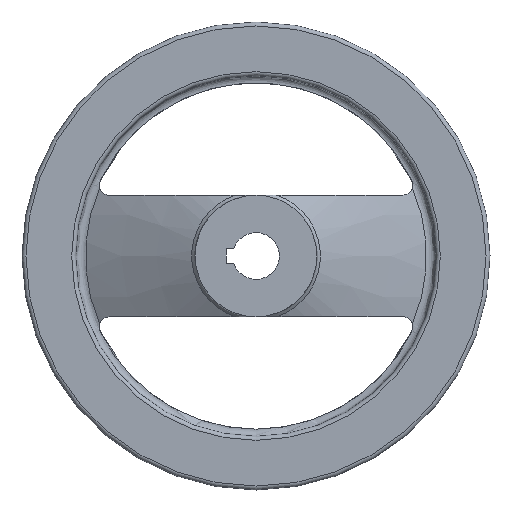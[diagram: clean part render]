
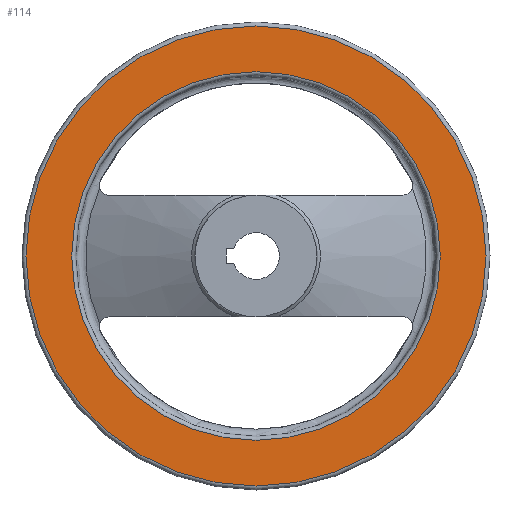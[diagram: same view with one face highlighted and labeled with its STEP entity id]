
A CAD part, left-side view. The second image highlights one B-rep face of the part: STEP entity #114.
In plain terms, the highlighted planar face has unit normal (-1, 0, 0).
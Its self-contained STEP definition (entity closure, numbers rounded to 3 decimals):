
#114 = ADVANCED_FACE( '', ( #237, #238 ), #239, .F. );
#237 = FACE_OUTER_BOUND( '', #354, .T. );
#238 = FACE_BOUND( '', #355, .T. );
#239 = PLANE( '', #356 );
#354 = EDGE_LOOP( '', ( #616 ) );
#355 = EDGE_LOOP( '', ( #617 ) );
#356 = AXIS2_PLACEMENT_3D( '', #618, #619, #620 );
#616 = ORIENTED_EDGE( '', *, *, #665, .F. );
#617 = ORIENTED_EDGE( '', *, *, #735, .T. );
#618 = CARTESIAN_POINT( '', ( 16.15, 39.375, 0. ) );
#619 = DIRECTION( '', ( 1., 0., 0. ) );
#620 = DIRECTION( '', ( 0., 0., -1. ) );
#665 = EDGE_CURVE( '', #791, #791, #792, .T. );
#735 = EDGE_CURVE( '', #890, #890, #891, .T. );
#791 = VERTEX_POINT( '', #1067 );
#792 = CIRCLE( '', #1068, 49.15 );
#890 = VERTEX_POINT( '', #1349 );
#891 = CIRCLE( '', #1350, 39.375 );
#1067 = CARTESIAN_POINT( '', ( 16.15, 0., -49.15 ) );
#1068 = AXIS2_PLACEMENT_3D( '', #1399, #1400, #1401 );
#1349 = CARTESIAN_POINT( '', ( 16.15, 0., -39.375 ) );
#1350 = AXIS2_PLACEMENT_3D( '', #1465, #1466, #1467 );
#1399 = CARTESIAN_POINT( '', ( 16.15, 0., 0. ) );
#1400 = DIRECTION( '', ( 1., 0., 0. ) );
#1401 = DIRECTION( '', ( 0., 0., -1. ) );
#1465 = CARTESIAN_POINT( '', ( 16.15, 0., 0. ) );
#1466 = DIRECTION( '', ( 1., 0., 0. ) );
#1467 = DIRECTION( '', ( 0., 0., -1. ) );
